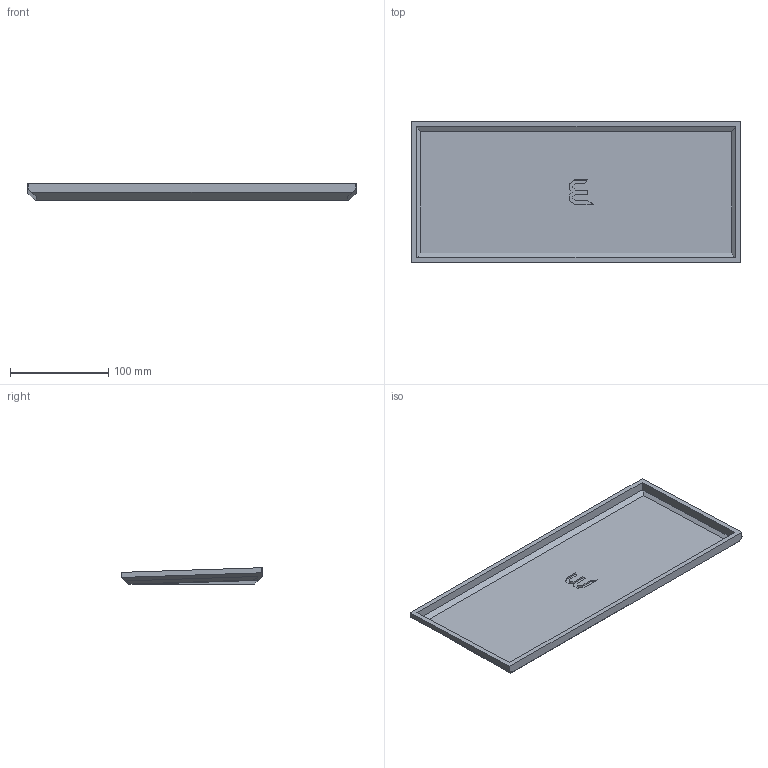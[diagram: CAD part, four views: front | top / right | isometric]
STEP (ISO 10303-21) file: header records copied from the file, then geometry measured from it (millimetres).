
FILE_DESCRIPTION(('FreeCAD Model'),'2;1');
FILE_NAME('Open CASCADE Shape Model','2022-03-03T17:07:35',('Author'),( ''),'Open CASCADE STEP processor 7.5','FreeCAD','Unknown');
FILE_SCHEMA(('AUTOMOTIVE_DESIGN { 1 0 10303 214 1 1 1 1 }'));
Length unit declared in the file: millimetre
Products named in the file (1): Fusion003
Bounding box: 335.4 x 144.05 x 16.94 mm (x, y, z)
Volume: 153302.4 mm3; surface area: 115844.6 mm2
Topology: 1 solids, 2 shells, 56 faces, 150 edges, 100 vertices
Faces by surface type: plane 27, extrusion 21, cylinder 8
Entity records: 1888 total; most frequent: CARTESIAN_POINT 370, ORIENTED_EDGE 300, DIRECTION 221, EDGE_CURVE 150, VECTOR 109, VERTEX_POINT 100, LINE 88, B_SPLINE_CURVE_WITH_KNOTS 63
